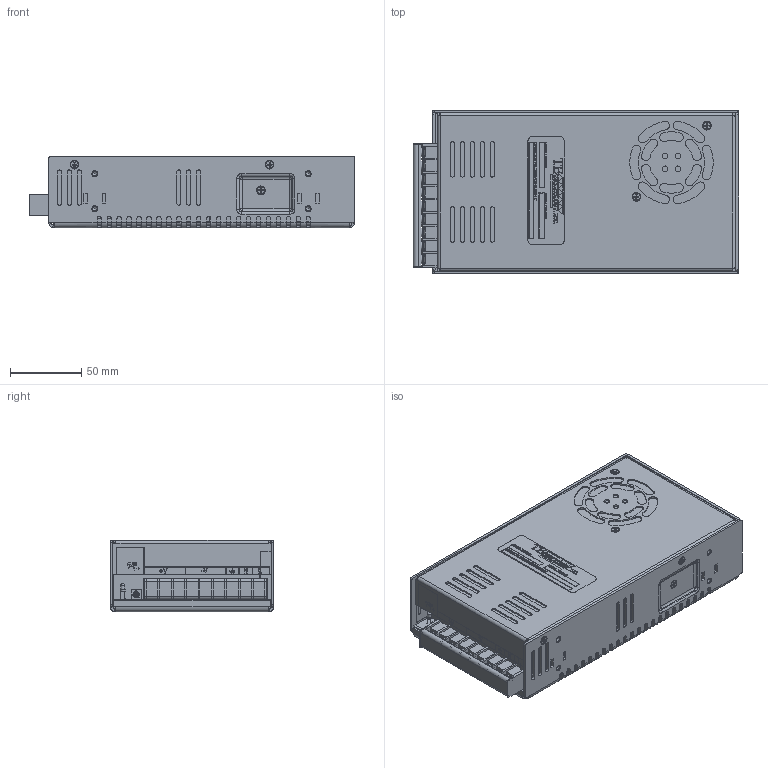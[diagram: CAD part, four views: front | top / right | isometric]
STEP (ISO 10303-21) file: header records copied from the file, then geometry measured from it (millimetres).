
FILE_DESCRIPTION(/* description */ (''),/* implementation_level */ '2;1');
FILE_NAME(/* name */ 'PS-24-12.5.stp',/* time_stamp */ '2017-09-21T13:51:37-04:00',/* author */ ('ldaniel'),/* organization */ (''),/* preprocessor_version */ 'ST-DEVELOPER v16.13',/* originating_system */ 'Autodesk Inventor 2018',/* authorisation */ '');
FILE_SCHEMA (('AUTOMOTIVE_DESIGN { 1 0 10303 214 3 1 1 }'));
Products named in the file (16): PS-24-12.5; PS-24-12.5 BASE PLATE; IFI 513 - M3x0.5 x 4; PS-24-12.5 TOP; IFI 513 - M3x0.5 x 5; PS-24-6.5 LABEL; PS-24-12.5 CIRCUIT BOARD; PS-24-12.5 TERMINAL BLOCK; PS-24-12.5 TERMINAL BLOCK_1; PS-24-12.5 TB CLIPS; PS-24-12.5 TB WASHER; ANSI B18.6.3 - No. 6 - 40 - 3/16; PS-24-12.5 TB COVER; PS-24-12.5 Green LED Light; PS-24-12.5 SWITCH; PS-24-12.5 TB LABEL
Assembly tree (48 placements, depth 3):
  PS-24-12.5
    PS-24-12.5 BASE PLATE
    IFI 513 - M3x0.5 x 4  x2
    IFI 513 - M3x0.5 x 5  x9
    PS-24-12.5 TOP
    PS-24-6.5 LABEL
    PS-24-12.5 CIRCUIT BOARD
    PS-24-12.5 TERMINAL BLOCK
      PS-24-12.5 TERMINAL BLOCK_1
      PS-24-12.5 TB CLIPS  x9
      PS-24-12.5 TB WASHER  x9
      ANSI B18.6.3 - No. 6 - 40 - 3/16  x9
      PS-24-12.5 TB COVER
    PS-24-12.5 Green LED Light
    PS-24-12.5 SWITCH
    PS-24-12.5 TB LABEL
Bounding box: 228.56 x 115.11 x 50.39 mm (x, y, z)
Volume: 165524.1 mm3; surface area: 206792.9 mm2
Topology: 55 solids, 56 shells, 3541 faces, 9283 edges, 6042 vertices
Faces by surface type: plane 2009, cylinder 805, bspline 417, cone 161, torus 80, sphere 69
Full cylindrical faces by diameter (mm): 1.04 x1, 2.464 x10, 2.794 x1, 3 x11, 3.175 x1, 3.251 x19, 3.404 x1, 3.505 x9, 3.81 x27, 4.064 x4, 4.191 x1, 5.2 x11, 6.198 x9
Entity records: 89193 total; most frequent: CARTESIAN_POINT 20495, ORIENTED_EDGE 14362, DIRECTION 12447, EDGE_CURVE 7181, LINE 5141, VECTOR 5141, VERTEX_POINT 4759, AXIS2_PLACEMENT_3D 3653
